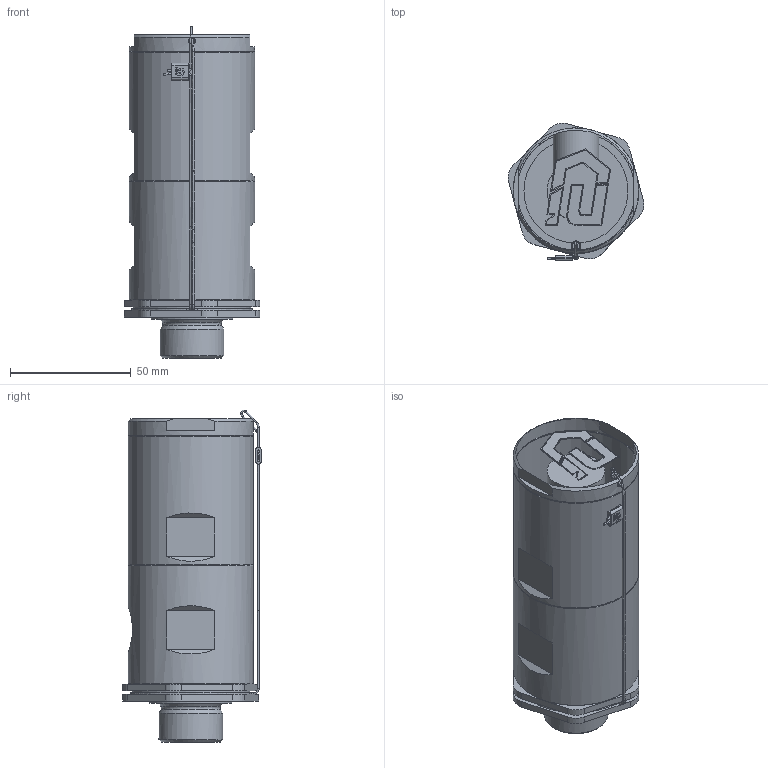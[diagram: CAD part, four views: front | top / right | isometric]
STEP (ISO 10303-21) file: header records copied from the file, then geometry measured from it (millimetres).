
FILE_DESCRIPTION(('HOOPS Exchange Step'),'2;1');
FILE_NAME('VB02_VB04_DN20.stp','2026-03-20T13:01:04+01:00',('Nutzer'),('Unknown organisation'),'HOOPS Exchange 2024.2','HOOPS Exchange','Unknown authorisation');
FILE_SCHEMA( ('AP203_CONFIGURATION_CONTROLLED_3D_DESIGN_OF_MECHANICAL_PARTS_AND_ASSEMBLIES_MIM_LF') );
Length unit declared in the file: millimetre
Products named in the file (2): 0; root
Assembly tree (1 placements, depth 2):
  root
    0
Bounding box: 56.33 x 57.32 x 137.7 mm (x, y, z)
Volume: 200047.4 mm3; surface area: 39701.5 mm2
Topology: 3 solids, 3 shells, 222 faces, 589 edges, 392 vertices
Faces by surface type: plane 135, bspline 39, cylinder 32, cone 14, torus 2
Full cylindrical faces by diameter (mm): 0.7 x2, 2 x1, 3 x1, 18 x1, 19 x1, 19.031 x1, 24 x1, 26.4 x1, 34 x1, 49 x1, 52 x3
Entity records: 16310 total; most frequent: CARTESIAN_POINT 11093, ORIENTED_EDGE 1174, DIRECTION 882, EDGE_CURVE 587, VERTEX_POINT 391, VECTOR 370, LINE 370, AXIS2_PLACEMENT_3D 256
